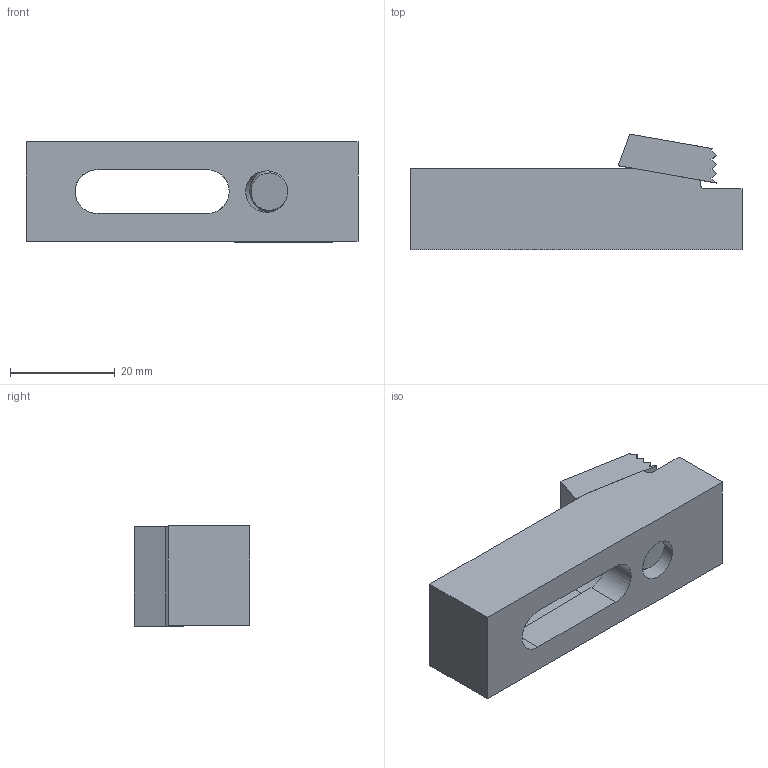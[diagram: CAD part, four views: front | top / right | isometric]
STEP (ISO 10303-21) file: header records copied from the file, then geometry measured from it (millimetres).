
FILE_DESCRIPTION (( 'STEP AP214' ), '1' );
FILE_NAME ('23140.STEP', '2020-07-09T13:16:57', ( 'Mike W' ), ( '' ), 'SwSTEP 2.0', 'SolidWorks 2018', '' );
FILE_SCHEMA (( 'AUTOMOTIVE_DESIGN' ));
Length unit declared in the file: inch
Products named in the file (4): MF BASES All With Step_23140; 21006_21006; 23140; 10370_10370
Assembly tree (3 placements, depth 2):
  23140
    21006_21006
    MF BASES All With Step_23140
    10370_10370
Bounding box: 63.5 x 22.15 x 19.2 mm (x, y, z)
Volume: 14407.5 mm3; surface area: 8126.6 mm2
Topology: 3 solids, 3 shells, 85 faces, 209 edges, 134 vertices
Faces by surface type: plane 40, cylinder 28, cone 12, bspline 3, sphere 2
Entity records: 4583 total; most frequent: CARTESIAN_POINT 2503, ORIENTED_EDGE 418, DIRECTION 361, EDGE_CURVE 209, VERTEX_POINT 134, AXIS2_PLACEMENT_3D 123, LINE 115, VECTOR 115
